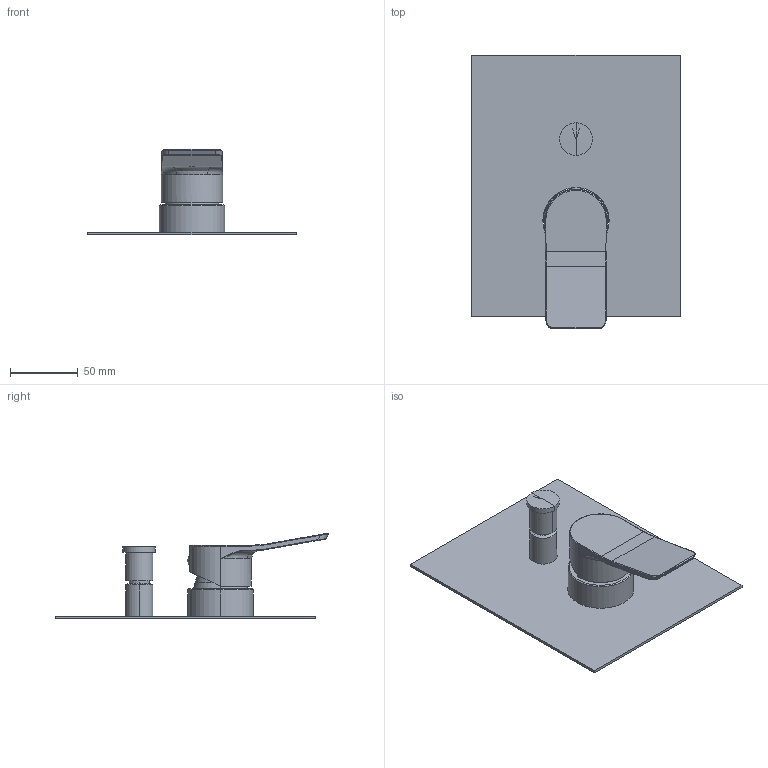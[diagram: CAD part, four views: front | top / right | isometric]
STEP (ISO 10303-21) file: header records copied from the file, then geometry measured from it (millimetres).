
FILE_DESCRIPTION((''),'2;1');
FILE_NAME('TIBOX015NO-M','2022-01-24T11:17:13',('ut3'),('PAFFONI SpA'),'CREO PARAMETRIC BY PTC INC, 2020044','CREO PARAMETRIC BY PTC INC, 2020044','');
FILE_SCHEMA(('CONFIG_CONTROL_DESIGN','SHAPE_APPEARANCE_LAYERS_GROUPS'));
Length unit declared in the file: millimetre
Products named in the file (1): TIBOX015NO-M
Bounding box: 154 x 201.33 x 63.05 mm (x, y, z)
Volume: 126518 mm3; surface area: 102488.9 mm2
Topology: 4 solids, 4 shells, 926 faces, 2470 edges, 1569 vertices
Faces by surface type: plane 573, cylinder 210, torus 73, cone 55, bspline 13, sphere 2
Entity records: 38956 total; most frequent: CARTESIAN_POINT 8967, ORIENTED_EDGE 4928, DIRECTION 4581, EDGE_CURVE 2464, VERTEX_POINT 1569, AXIS2_PLACEMENT_3D 1568, VECTOR 1445, LINE 1445
